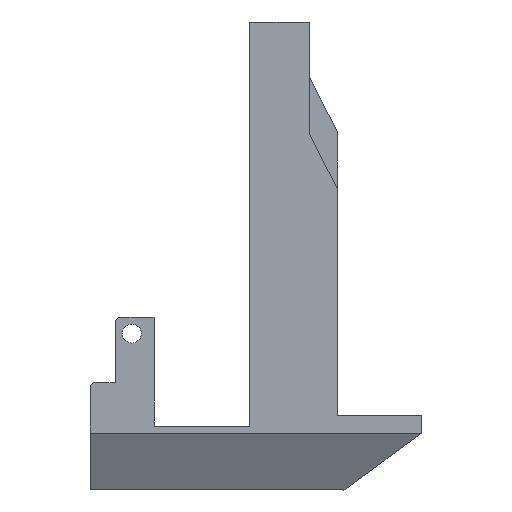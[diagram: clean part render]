
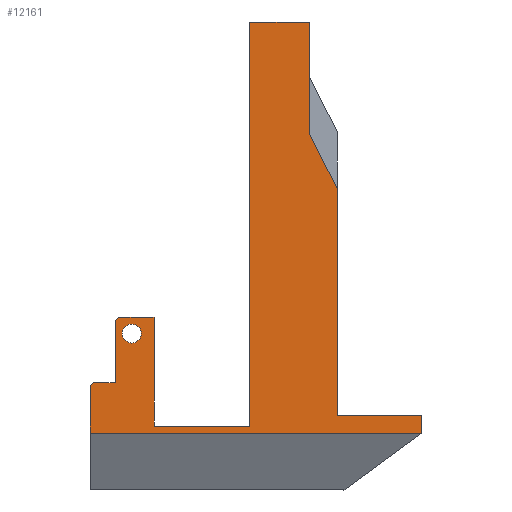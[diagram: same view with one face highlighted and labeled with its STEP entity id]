
A CAD part, left-side view. The second image highlights one B-rep face of the part: STEP entity #12161.
In plain terms, the highlighted planar face has unit normal (-1, 0, 0).
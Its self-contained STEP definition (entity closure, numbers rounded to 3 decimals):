
#6050 = VERTEX_POINT('',#6051);
#6051 = CARTESIAN_POINT('',(227.003,69.875,
    84.65));
#6057 = EDGE_CURVE('',#6050,#6058,#6060,.T.);
#6058 = VERTEX_POINT('',#6059);
#6059 = CARTESIAN_POINT('',(227.003,69.875,
    64.55));
#6060 = LINE('',#6061,#6062);
#6061 = CARTESIAN_POINT('',(227.003,69.875,
    49.887));
#6062 = VECTOR('',#6063,1.);
#6063 = DIRECTION('',(0.,0.,-1.));
#6280 = EDGE_CURVE('',#6281,#6283,#6285,.T.);
#6281 = VERTEX_POINT('',#6282);
#6282 = CARTESIAN_POINT('',(227.003,64.875,
    14.));
#6283 = VERTEX_POINT('',#6284);
#6284 = CARTESIAN_POINT('',(227.003,49.635,
    14.));
#6285 = LINE('',#6286,#6287);
#6286 = CARTESIAN_POINT('',(227.003,50.635,
    14.));
#6287 = VECTOR('',#6288,1.);
#6288 = DIRECTION('',(0.,-1.,0.));
#6320 = EDGE_CURVE('',#6321,#6283,#6323,.T.);
#6321 = VERTEX_POINT('',#6322);
#6322 = CARTESIAN_POINT('',(227.003,49.635,
    10.765));
#6323 = LINE('',#6324,#6325);
#6324 = CARTESIAN_POINT('',(227.003,49.635,
    12.));
#6325 = VECTOR('',#6326,1.);
#6326 = DIRECTION('',(0.,0.,1.));
#12062 = VERTEX_POINT('',#12063);
#12063 = CARTESIAN_POINT('',(227.003,80.565,
    84.65));
#12069 = EDGE_CURVE('',#6050,#12062,#12070,.T.);
#12070 = LINE('',#12071,#12072);
#12071 = CARTESIAN_POINT('',(227.003,77.108,
    84.65));
#12072 = VECTOR('',#12073,1.);
#12073 = DIRECTION('',(0.,1.,0.));
#12161 = ADVANCED_FACE('',(#12162,#12286),#12297,.T.);
#12162 = FACE_BOUND('',#12163,.T.);
#12163 = EDGE_LOOP('',(#12164,#12175,#12183,#12189,#12190,#12191,#12199,
    #12205,#12206,#12207,#12215,#12223,#12231,#12239,#12247,#12255,
    #12263,#12272,#12280));
#12164 = ORIENTED_EDGE('',*,*,#12165,.F.);
#12165 = EDGE_CURVE('',#12166,#12168,#12170,.T.);
#12166 = VERTEX_POINT('',#12167);
#12167 = CARTESIAN_POINT('',(227.003,109.26,
    18.85));
#12168 = VERTEX_POINT('',#12169);
#12169 = CARTESIAN_POINT('',(227.003,108.26,
    19.85));
#12170 = CIRCLE('',#12171,1.);
#12171 = AXIS2_PLACEMENT_3D('',#12172,#12173,#12174);
#12172 = CARTESIAN_POINT('',(227.003,108.26,
    18.85));
#12173 = DIRECTION('',(1.,0.,0.));
#12174 = DIRECTION('',(0.,1.,0.));
#12175 = ORIENTED_EDGE('',*,*,#12176,.T.);
#12176 = EDGE_CURVE('',#12166,#12177,#12179,.T.);
#12177 = VERTEX_POINT('',#12178);
#12178 = CARTESIAN_POINT('',(227.003,109.26,
    10.765));
#12179 = LINE('',#12180,#12181);
#12180 = CARTESIAN_POINT('',(227.003,109.26,
    12.091));
#12181 = VECTOR('',#12182,1.);
#12182 = DIRECTION('',(0.,0.,-1.));
#12183 = ORIENTED_EDGE('',*,*,#12184,.T.);
#12184 = EDGE_CURVE('',#12177,#6321,#12185,.T.);
#12185 = LINE('',#12186,#12187);
#12186 = CARTESIAN_POINT('',(227.003,50.635,
    10.765));
#12187 = VECTOR('',#12188,1.);
#12188 = DIRECTION('',(0.,-1.,0.));
#12189 = ORIENTED_EDGE('',*,*,#6320,.T.);
#12190 = ORIENTED_EDGE('',*,*,#6280,.F.);
#12191 = ORIENTED_EDGE('',*,*,#12192,.T.);
#12192 = EDGE_CURVE('',#6281,#12193,#12195,.T.);
#12193 = VERTEX_POINT('',#12194);
#12194 = CARTESIAN_POINT('',(227.003,64.875,
    54.65));
#12195 = LINE('',#12196,#12197);
#12196 = CARTESIAN_POINT('',(227.003,64.875,
    55.55));
#12197 = VECTOR('',#12198,1.);
#12198 = DIRECTION('',(0.,0.,1.));
#12199 = ORIENTED_EDGE('',*,*,#12200,.F.);
#12200 = EDGE_CURVE('',#6058,#12193,#12201,.T.);
#12201 = LINE('',#12202,#12203);
#12202 = CARTESIAN_POINT('',(227.003,62.379,
    49.708));
#12203 = VECTOR('',#12204,1.);
#12204 = DIRECTION('',(0.,-0.451,-0.893));
#12205 = ORIENTED_EDGE('',*,*,#6057,.F.);
#12206 = ORIENTED_EDGE('',*,*,#12069,.T.);
#12207 = ORIENTED_EDGE('',*,*,#12208,.F.);
#12208 = EDGE_CURVE('',#12209,#12062,#12211,.T.);
#12209 = VERTEX_POINT('',#12210);
#12210 = CARTESIAN_POINT('',(227.003,80.565,12.));
#12211 = LINE('',#12212,#12213);
#12212 = CARTESIAN_POINT('',(227.003,80.565,
    14.85));
#12213 = VECTOR('',#12214,1.);
#12214 = DIRECTION('',(0.,0.,1.));
#12215 = ORIENTED_EDGE('',*,*,#12216,.T.);
#12216 = EDGE_CURVE('',#12209,#12217,#12219,.T.);
#12217 = VERTEX_POINT('',#12218);
#12218 = CARTESIAN_POINT('',(227.003,97.76,12.));
#12219 = LINE('',#12220,#12221);
#12220 = CARTESIAN_POINT('',(227.003,92.316,12.));
#12221 = VECTOR('',#12222,1.);
#12222 = DIRECTION('',(0.,1.,0.));
#12223 = ORIENTED_EDGE('',*,*,#12224,.F.);
#12224 = EDGE_CURVE('',#12225,#12217,#12227,.T.);
#12225 = VERTEX_POINT('',#12226);
#12226 = CARTESIAN_POINT('',(227.003,97.76,
    14.85));
#12227 = LINE('',#12228,#12229);
#12228 = CARTESIAN_POINT('',(227.003,97.76,
    14.85));
#12229 = VECTOR('',#12230,1.);
#12230 = DIRECTION('',(-0.,-0.,-1.));
#12231 = ORIENTED_EDGE('',*,*,#12232,.F.);
#12232 = EDGE_CURVE('',#12233,#12225,#12235,.T.);
#12233 = VERTEX_POINT('',#12234);
#12234 = CARTESIAN_POINT('',(227.003,97.76,
    16.55));
#12235 = LINE('',#12236,#12237);
#12236 = CARTESIAN_POINT('',(227.003,97.76,
    16.55));
#12237 = VECTOR('',#12238,1.);
#12238 = DIRECTION('',(0.,0.,-1.));
#12239 = ORIENTED_EDGE('',*,*,#12240,.F.);
#12240 = EDGE_CURVE('',#12241,#12233,#12243,.T.);
#12241 = VERTEX_POINT('',#12242);
#12242 = CARTESIAN_POINT('',(227.003,97.76,
    31.55));
#12243 = LINE('',#12244,#12245);
#12244 = CARTESIAN_POINT('',(227.003,97.76,
    30.83));
#12245 = VECTOR('',#12246,1.);
#12246 = DIRECTION('',(0.,-0.,-1.));
#12247 = ORIENTED_EDGE('',*,*,#12248,.F.);
#12248 = EDGE_CURVE('',#12249,#12241,#12251,.T.);
#12249 = VERTEX_POINT('',#12250);
#12250 = CARTESIAN_POINT('',(227.003,98.76,
    31.55));
#12251 = LINE('',#12252,#12253);
#12252 = CARTESIAN_POINT('',(227.003,98.76,
    31.55));
#12253 = VECTOR('',#12254,1.);
#12254 = DIRECTION('',(0.,-1.,0.));
#12255 = ORIENTED_EDGE('',*,*,#12256,.T.);
#12256 = EDGE_CURVE('',#12249,#12257,#12259,.T.);
#12257 = VERTEX_POINT('',#12258);
#12258 = CARTESIAN_POINT('',(227.003,103.76,
    31.55));
#12259 = LINE('',#12260,#12261);
#12260 = CARTESIAN_POINT('',(227.003,103.76,
    31.55));
#12261 = VECTOR('',#12262,1.);
#12262 = DIRECTION('',(0.,1.,0.));
#12263 = ORIENTED_EDGE('',*,*,#12264,.F.);
#12264 = EDGE_CURVE('',#12265,#12257,#12267,.T.);
#12265 = VERTEX_POINT('',#12266);
#12266 = CARTESIAN_POINT('',(227.003,104.76,
    30.55));
#12267 = CIRCLE('',#12268,1.);
#12268 = AXIS2_PLACEMENT_3D('',#12269,#12270,#12271);
#12269 = CARTESIAN_POINT('',(227.003,103.76,
    30.55));
#12270 = DIRECTION('',(1.,0.,0.));
#12271 = DIRECTION('',(0.,1.,0.));
#12272 = ORIENTED_EDGE('',*,*,#12273,.F.);
#12273 = EDGE_CURVE('',#12274,#12265,#12276,.T.);
#12274 = VERTEX_POINT('',#12275);
#12275 = CARTESIAN_POINT('',(227.003,104.76,
    19.85));
#12276 = LINE('',#12277,#12278);
#12277 = CARTESIAN_POINT('',(227.003,104.76,27.5));
#12278 = VECTOR('',#12279,1.);
#12279 = DIRECTION('',(0.,0.,1.));
#12280 = ORIENTED_EDGE('',*,*,#12281,.T.);
#12281 = EDGE_CURVE('',#12274,#12168,#12282,.T.);
#12282 = LINE('',#12283,#12284);
#12283 = CARTESIAN_POINT('',(227.003,108.26,
    19.85));
#12284 = VECTOR('',#12285,1.);
#12285 = DIRECTION('',(0.,1.,0.));
#12286 = FACE_BOUND('',#12287,.T.);
#12287 = EDGE_LOOP('',(#12288));
#12288 = ORIENTED_EDGE('',*,*,#12289,.F.);
#12289 = EDGE_CURVE('',#12290,#12290,#12292,.T.);
#12290 = VERTEX_POINT('',#12291);
#12291 = CARTESIAN_POINT('',(227.003,100.06,
    28.65));
#12292 = CIRCLE('',#12293,1.7);
#12293 = AXIS2_PLACEMENT_3D('',#12294,#12295,#12296);
#12294 = CARTESIAN_POINT('',(227.003,101.76,
    28.65));
#12295 = DIRECTION('',(-1.,0.,0.));
#12296 = DIRECTION('',(0.,-1.,0.));
#12297 = PLANE('',#12298);
#12298 = AXIS2_PLACEMENT_3D('',#12299,#12300,#12301);
#12299 = CARTESIAN_POINT('',(227.003,78.78,
    35.223));
#12300 = DIRECTION('',(-1.,0.,0.));
#12301 = DIRECTION('',(0.,0.,-1.));
